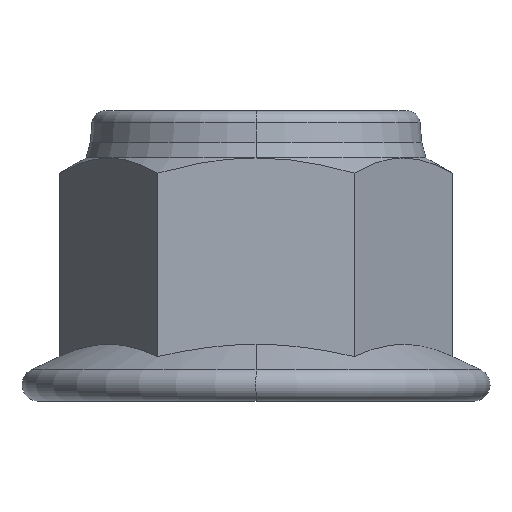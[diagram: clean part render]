
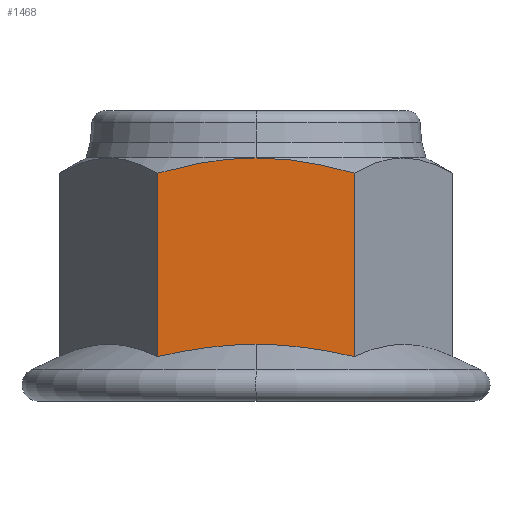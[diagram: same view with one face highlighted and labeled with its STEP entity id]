
A CAD part, left-side view. The second image highlights one B-rep face of the part: STEP entity #1468.
In plain terms, the highlighted planar face has unit normal (-1, 0, 0).
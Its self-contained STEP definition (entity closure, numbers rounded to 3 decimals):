
#94 = CARTESIAN_POINT ( 'NONE',  ( -6.5, -0.628, 0.973 ) ) ;
#120 = LINE ( 'NONE', #1816, #425 ) ;
#228 = VERTEX_POINT ( 'NONE', #303 ) ;
#303 = CARTESIAN_POINT ( 'NONE',  ( -6.5, 3.753, 0.504 ) ) ;
#377 = EDGE_CURVE ( 'NONE', #411, #228, #120, .T. ) ;
#383 = ORIENTED_EDGE ( 'NONE', *, *, #753, .F. ) ;
#406 = CARTESIAN_POINT ( 'NONE',  ( -6.5, -0.635, 8.1 ) ) ;
#411 = VERTEX_POINT ( 'NONE', #2623 ) ;
#416 = CARTESIAN_POINT ( 'NONE',  ( -6.5, 0.635, 8.1 ) ) ;
#425 = VECTOR ( 'NONE', #2800, 1000. ) ;
#433 = CARTESIAN_POINT ( 'NONE',  ( -6.5, -3.753, 8.1 ) ) ;
#471 = CARTESIAN_POINT ( 'NONE',  ( -6.5, 2.531, 7.84 ) ) ;
#521 = CARTESIAN_POINT ( 'NONE',  ( -6.5, 3.446, 0.576 ) ) ;
#618 = CARTESIAN_POINT ( 'NONE',  ( -6.5, -2.517, 7.843 ) ) ;
#625 = EDGE_LOOP ( 'NONE', ( #2883, #1533, #3183, #383, #2058, #1696 ) ) ;
#667 = B_SPLINE_CURVE_WITH_KNOTS ( 'NONE', 3,
 ( #1685, #3189, #471, #2398, #416, #971 ),
 .UNSPECIFIED., .F., .F.,
 ( 4, 2, 4 ),
 ( 0.023, 0.025, 0.027 ),
 .UNSPECIFIED. ) ;
#743 = EDGE_CURVE ( 'NONE', #3099, #228, #1998, .T. ) ;
#744 = CARTESIAN_POINT ( 'NONE',  ( -6.5, -1.255, 0.93 ) ) ;
#753 = EDGE_CURVE ( 'NONE', #1610, #3099, #2263, .T. ) ;
#828 = CARTESIAN_POINT ( 'NONE',  ( -6.5, 1.256, 0.93 ) ) ;
#971 = CARTESIAN_POINT ( 'NONE',  ( -6.5, 0., 8.1 ) ) ;
#989 = CARTESIAN_POINT ( 'NONE',  ( -6.5, 2.515, 0.757 ) ) ;
#1258 = CARTESIAN_POINT ( 'NONE',  ( -6.5, 3.753, 0.504 ) ) ;
#1417 = DIRECTION ( 'NONE',  ( 0., 0., -1. ) ) ;
#1468 = ADVANCED_FACE ( 'NONE', ( #3055 ), #2145, .F. ) ;
#1533 = ORIENTED_EDGE ( 'NONE', *, *, #377, .T. ) ;
#1581 = CARTESIAN_POINT ( 'NONE',  ( -6.5, 3.138, 0.641 ) ) ;
#1610 = VERTEX_POINT ( 'NONE', #2845 ) ;
#1661 = CARTESIAN_POINT ( 'NONE',  ( -6.5, -3.753, 7.519 ) ) ;
#1685 = CARTESIAN_POINT ( 'NONE',  ( -6.5, 3.753, 7.519 ) ) ;
#1696 = ORIENTED_EDGE ( 'NONE', *, *, #2287, .F. ) ;
#1730 = EDGE_CURVE ( 'NONE', #411, #2614, #667, .T. ) ;
#1733 = AXIS2_PLACEMENT_3D ( 'NONE', #1866, #3072, #3124 ) ;
#1736 = CARTESIAN_POINT ( 'NONE',  ( -6.5, 2.2, 0.807 ) ) ;
#1802 = EDGE_CURVE ( 'NONE', #3079, #1610, #2652, .T. ) ;
#1816 = CARTESIAN_POINT ( 'NONE',  ( -6.5, 3.753, 8.1 ) ) ;
#1866 = CARTESIAN_POINT ( 'NONE',  ( -6.5, 3.753, 8.1 ) ) ;
#1942 = CARTESIAN_POINT ( 'NONE',  ( -6.5, 0., 8.1 ) ) ;
#1998 = B_SPLINE_CURVE_WITH_KNOTS ( 'NONE', 3,
 ( #2258, #2567, #828, #1736, #989, #1581, #521, #1258 ),
 .UNSPECIFIED., .F., .F.,
 ( 4, 2, 2, 4 ),
 ( 0.01, 0.012, 0.013, 0.014 ),
 .UNSPECIFIED. ) ;
#2058 = ORIENTED_EDGE ( 'NONE', *, *, #1802, .F. ) ;
#2073 = CARTESIAN_POINT ( 'NONE',  ( -6.5, -2.508, 0.767 ) ) ;
#2145 = PLANE ( 'NONE',  #1733 ) ;
#2210 = VECTOR ( 'NONE', #1417, 1000. ) ;
#2227 = CARTESIAN_POINT ( 'NONE',  ( -6.5, -3.753, 0.504 ) ) ;
#2258 = CARTESIAN_POINT ( 'NONE',  ( -6.5, 0., 0.973 ) ) ;
#2263 = B_SPLINE_CURVE_WITH_KNOTS ( 'NONE', 3,
 ( #2227, #2717, #2073, #744, #94, #2583 ),
 .UNSPECIFIED., .F., .F.,
 ( 4, 2, 4 ),
 ( 0.007, 0.008, 0.01 ),
 .UNSPECIFIED. ) ;
#2287 = EDGE_CURVE ( 'NONE', #2614, #3079, #2631, .T. ) ;
#2337 = CARTESIAN_POINT ( 'NONE',  ( -6.5, 0., 8.1 ) ) ;
#2398 = CARTESIAN_POINT ( 'NONE',  ( -6.5, 1.279, 8.044 ) ) ;
#2567 = CARTESIAN_POINT ( 'NONE',  ( -6.5, 0.628, 0.973 ) ) ;
#2583 = CARTESIAN_POINT ( 'NONE',  ( -6.5, 0., 0.973 ) ) ;
#2608 = CARTESIAN_POINT ( 'NONE',  ( -6.5, -3.142, 7.696 ) ) ;
#2614 = VERTEX_POINT ( 'NONE', #1942 ) ;
#2623 = CARTESIAN_POINT ( 'NONE',  ( -6.5, 3.753, 7.519 ) ) ;
#2631 = B_SPLINE_CURVE_WITH_KNOTS ( 'NONE', 3,
 ( #2337, #406, #3077, #618, #2608, #1661 ),
 .UNSPECIFIED., .F., .F.,
 ( 4, 2, 4 ),
 ( 0.027, 0.029, 0.031 ),
 .UNSPECIFIED. ) ;
#2652 = LINE ( 'NONE', #433, #2210 ) ;
#2717 = CARTESIAN_POINT ( 'NONE',  ( -6.5, -3.136, 0.648 ) ) ;
#2800 = DIRECTION ( 'NONE',  ( 0., 0., -1. ) ) ;
#2845 = CARTESIAN_POINT ( 'NONE',  ( -6.5, -3.753, 0.504 ) ) ;
#2883 = ORIENTED_EDGE ( 'NONE', *, *, #1730, .F. ) ;
#2934 = CARTESIAN_POINT ( 'NONE',  ( -6.5, -3.753, 7.519 ) ) ;
#3023 = CARTESIAN_POINT ( 'NONE',  ( -6.5, 0., 0.973 ) ) ;
#3055 = FACE_OUTER_BOUND ( 'NONE', #625, .T. ) ;
#3072 = DIRECTION ( 'NONE',  ( 1., 0., 0. ) ) ;
#3077 = CARTESIAN_POINT ( 'NONE',  ( -6.5, -1.265, 8.045 ) ) ;
#3079 = VERTEX_POINT ( 'NONE', #2934 ) ;
#3099 = VERTEX_POINT ( 'NONE', #3023 ) ;
#3124 = DIRECTION ( 'NONE',  ( 0., 1., 0. ) ) ;
#3183 = ORIENTED_EDGE ( 'NONE', *, *, #743, .F. ) ;
#3189 = CARTESIAN_POINT ( 'NONE',  ( -6.5, 3.146, 7.695 ) ) ;
